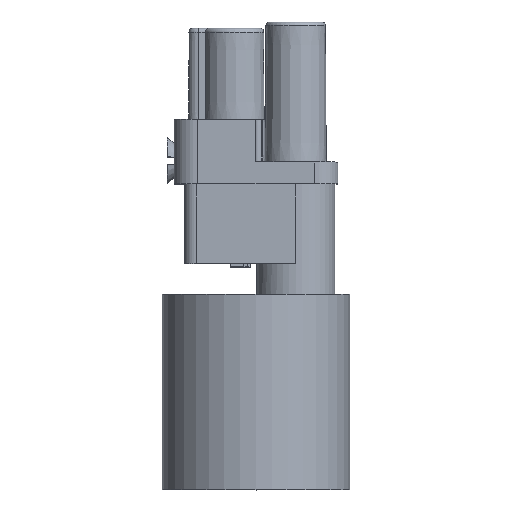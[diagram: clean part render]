
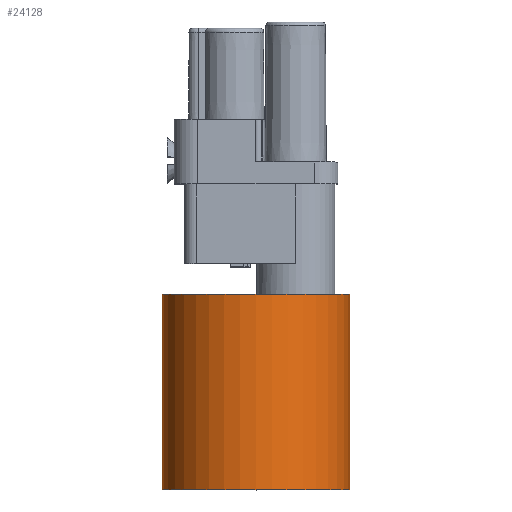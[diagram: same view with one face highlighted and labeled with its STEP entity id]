
A CAD part, top view. The second image highlights one B-rep face of the part: STEP entity #24128.
In plain terms, the highlighted cylindrical face has radius 12 mm (diameter 24 mm), a partial arc.
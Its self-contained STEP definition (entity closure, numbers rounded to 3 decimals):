
#24016=CARTESIAN_POINT('',(0.,0.,0.));
#24017=DIRECTION('',(0.,1.,0.));
#24018=DIRECTION('',(-1.,0.,0.));
#24019=AXIS2_PLACEMENT_3D('',#24016,#24017,#24018);
#24031=DIRECTION('',(0.,-1.,0.));
#24032=VECTOR('',#24031,25.);
#24033=CARTESIAN_POINT('',(-12.,25.,0.));
#24034=LINE('',#24033,#24032);
#24035=DIRECTION('',(0.,-1.,0.));
#24036=VECTOR('',#24035,25.);
#24037=CARTESIAN_POINT('',(12.,25.,0.));
#24038=LINE('',#24037,#24036);
#24044=CARTESIAN_POINT('',(0.,25.,0.));
#24045=DIRECTION('',(0.,-1.,0.));
#24046=DIRECTION('',(1.,0.,0.));
#24047=AXIS2_PLACEMENT_3D('',#24044,#24045,#24046);
#24067=CARTESIAN_POINT('',(12.,0.,0.));
#24068=CARTESIAN_POINT('',(-12.,0.,0.));
#24069=VERTEX_POINT('',#24067);
#24070=VERTEX_POINT('',#24068);
#24075=CARTESIAN_POINT('',(12.,25.,0.));
#24076=VERTEX_POINT('',#24075);
#24077=CARTESIAN_POINT('',(-12.,25.,0.));
#24078=VERTEX_POINT('',#24077);
#24116=CARTESIAN_POINT('',(0.,0.,0.));
#24117=DIRECTION('',(0.,1.,0.));
#24118=DIRECTION('',(1.,0.,0.));
#24119=AXIS2_PLACEMENT_3D('',#24116,#24117,#24118);
#24120=CYLINDRICAL_SURFACE('',#24119,12.);
#24121=ORIENTED_EDGE('',*,*,#24090,.F.);
#24122=ORIENTED_EDGE('',*,*,#24111,.F.);
#24124=ORIENTED_EDGE('',*,*,#24123,.F.);
#24125=ORIENTED_EDGE('',*,*,#24107,.T.);
#24126=EDGE_LOOP('',(#24121,#24122,#24124,#24125));
#24127=FACE_OUTER_BOUND('',#24126,.F.);
#24020=CIRCLE('',#24019,12.);
#24048=CIRCLE('',#24047,12.);
#24090=EDGE_CURVE('',#24070,#24069,#24020,.T.);
#24107=EDGE_CURVE('',#24076,#24069,#24038,.T.);
#24111=EDGE_CURVE('',#24078,#24070,#24034,.T.);
#24123=EDGE_CURVE('',#24076,#24078,#24048,.T.);
#24128=ADVANCED_FACE('',(#24127),#24120,.T.);
